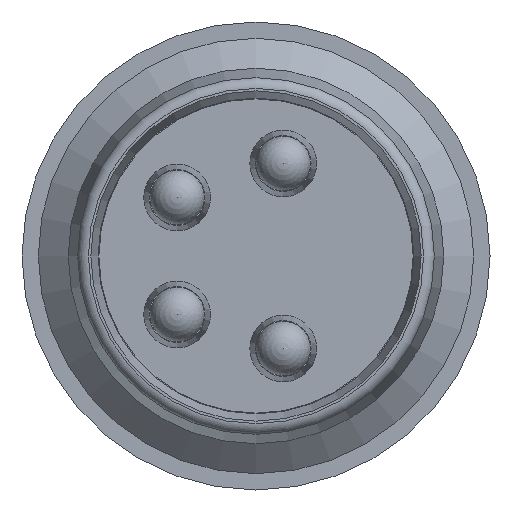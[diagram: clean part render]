
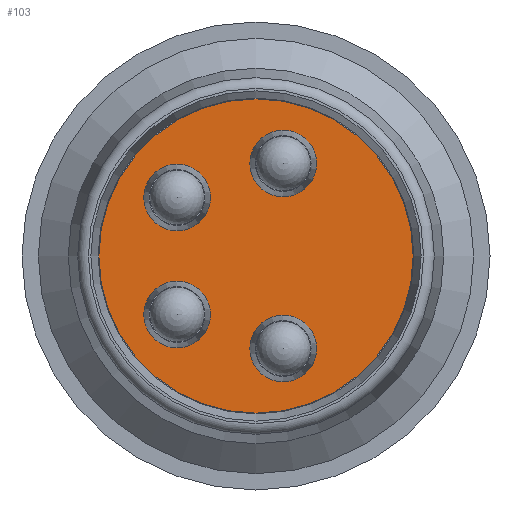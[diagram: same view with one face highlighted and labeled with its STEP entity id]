
A CAD part, front view. The second image highlights one B-rep face of the part: STEP entity #103.
In plain terms, the highlighted planar face has unit normal (0, -1, 0).
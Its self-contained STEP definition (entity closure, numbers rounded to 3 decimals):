
#103=ADVANCED_FACE('',(#195,#196,#197,#198,#199),#172,.T.);
#172=PLANE('',#847);
#195=FACE_BOUND('',#339,.T.);
#196=FACE_BOUND('',#340,.T.);
#197=FACE_BOUND('',#341,.T.);
#198=FACE_BOUND('',#342,.T.);
#199=FACE_BOUND('',#343,.T.);
#339=EDGE_LOOP('',(#483));
#340=EDGE_LOOP('',(#484));
#341=EDGE_LOOP('',(#485));
#342=EDGE_LOOP('',(#486));
#343=EDGE_LOOP('',(#487));
#483=ORIENTED_EDGE('',*,*,#703,.T.);
#484=ORIENTED_EDGE('',*,*,#704,.T.);
#485=ORIENTED_EDGE('',*,*,#705,.T.);
#486=ORIENTED_EDGE('',*,*,#706,.T.);
#487=ORIENTED_EDGE('',*,*,#707,.T.);
#627=VERTEX_POINT('',#1252);
#628=VERTEX_POINT('',#1254);
#629=VERTEX_POINT('',#1256);
#630=VERTEX_POINT('',#1258);
#631=VERTEX_POINT('',#1260);
#703=EDGE_CURVE('',#627,#627,#775,.T.);
#704=EDGE_CURVE('',#628,#628,#776,.T.);
#705=EDGE_CURVE('',#629,#629,#777,.T.);
#706=EDGE_CURVE('',#630,#630,#778,.T.);
#707=EDGE_CURVE('',#631,#631,#779,.T.);
#775=CIRCLE('',#842,0.613);
#776=CIRCLE('',#843,0.613);
#777=CIRCLE('',#844,2.887);
#778=CIRCLE('',#845,0.613);
#779=CIRCLE('',#846,0.613);
#842=AXIS2_PLACEMENT_3D('',#1251,#986,#987);
#843=AXIS2_PLACEMENT_3D('',#1253,#988,#989);
#844=AXIS2_PLACEMENT_3D('',#1255,#990,#991);
#845=AXIS2_PLACEMENT_3D('',#1257,#992,#993);
#846=AXIS2_PLACEMENT_3D('',#1259,#994,#995);
#847=AXIS2_PLACEMENT_3D('',#1261,#996,#997);
#986=DIRECTION('',(0.,1.,0.));
#987=DIRECTION('',(0.,0.,1.));
#988=DIRECTION('',(0.,1.,0.));
#989=DIRECTION('',(0.,0.,1.));
#990=DIRECTION('',(0.,-1.,0.));
#991=DIRECTION('',(0.,0.,-1.));
#992=DIRECTION('',(0.,1.,0.));
#993=DIRECTION('',(0.,0.,1.));
#994=DIRECTION('',(0.,1.,0.));
#995=DIRECTION('',(0.,0.,1.));
#996=DIRECTION('',(0.,-1.,0.));
#997=DIRECTION('',(0.,0.,1.));
#1251=CARTESIAN_POINT('',(50.5,52.4,-1.7));
#1252=CARTESIAN_POINT('',(50.5,52.4,-1.087));
#1253=CARTESIAN_POINT('',(50.5,52.4,1.7));
#1254=CARTESIAN_POINT('',(50.5,52.4,2.313));
#1255=CARTESIAN_POINT('',(50.,52.4,0.));
#1256=CARTESIAN_POINT('',(50.,52.4,-2.888));
#1257=CARTESIAN_POINT('',(48.55,52.4,1.075));
#1258=CARTESIAN_POINT('',(48.55,52.4,1.688));
#1259=CARTESIAN_POINT('',(48.55,52.4,-1.075));
#1260=CARTESIAN_POINT('',(48.55,52.4,-0.462));
#1261=CARTESIAN_POINT('',(50.,52.4,0.));
